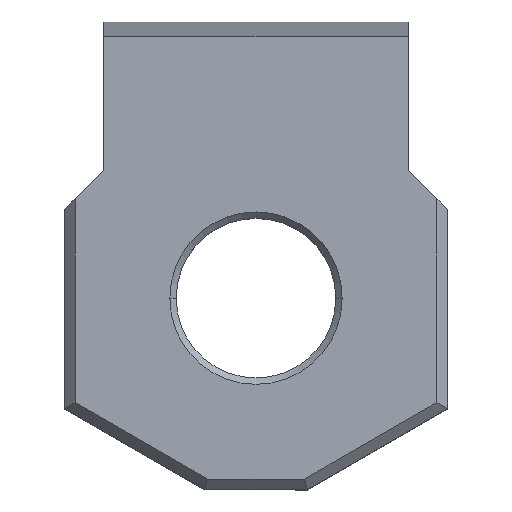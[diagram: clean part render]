
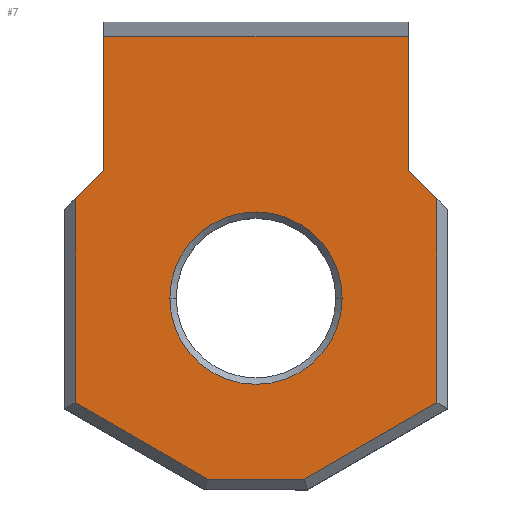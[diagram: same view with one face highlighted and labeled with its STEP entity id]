
A CAD part, top view. The second image highlights one B-rep face of the part: STEP entity #7.
In plain terms, the highlighted planar face has unit normal (0, 0, 1).
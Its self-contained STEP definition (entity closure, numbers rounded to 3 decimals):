
#7 = ADVANCED_FACE ( 'NONE', ( #1680, #883 ), #1449, .F. ) ;
#17 = EDGE_CURVE ( 'NONE', #1116, #445, #1600, .T. ) ;
#43 = LINE ( 'NONE', #612, #65 ) ;
#56 = CARTESIAN_POINT ( 'NONE',  ( -7.153, 15.015, 13.859 ) ) ;
#65 = VECTOR ( 'NONE', #1181, 1000. ) ;
#66 = VECTOR ( 'NONE', #95, 1000. ) ;
#95 = DIRECTION ( 'NONE',  ( 0.866, -0.5, 0. ) ) ;
#101 = EDGE_CURVE ( 'NONE', #445, #640, #909, .T. ) ;
#120 = ORIENTED_EDGE ( 'NONE', *, *, #17, .T. ) ;
#125 = LINE ( 'NONE', #693, #427 ) ;
#134 = VECTOR ( 'NONE', #892, 1000. ) ;
#147 = VERTEX_POINT ( 'NONE', #1053 ) ;
#172 = CARTESIAN_POINT ( 'NONE',  ( 0., 0., 13.859 ) ) ;
#194 = LINE ( 'NONE', #762, #1074 ) ;
#199 = DIRECTION ( 'NONE',  ( 0., -1., 0. ) ) ;
#202 = EDGE_CURVE ( 'NONE', #1021, #511, #1597, .T. ) ;
#217 = VECTOR ( 'NONE', #1562, 1000. ) ;
#241 = VECTOR ( 'NONE', #1098, 1000. ) ;
#246 = EDGE_LOOP ( 'NONE', ( #120, #357, #1161, #1806, #1595, #432, #790, #293, #1103, #468 ) ) ;
#269 = CARTESIAN_POINT ( 'NONE',  ( -8.5, 13.668, 13.859 ) ) ;
#289 = EDGE_CURVE ( 'NONE', #640, #816, #799, .T. ) ;
#293 = ORIENTED_EDGE ( 'NONE', *, *, #540, .T. ) ;
#318 = CARTESIAN_POINT ( 'NONE',  ( 8.5, 0., 13.859 ) ) ;
#322 = CARTESIAN_POINT ( 'NONE',  ( -9., 13.168, 13.859 ) ) ;
#338 = EDGE_CURVE ( 'NONE', #746, #1021, #1807, .T. ) ;
#357 = ORIENTED_EDGE ( 'NONE', *, *, #101, .T. ) ;
#423 = LINE ( 'NONE', #992, #217 ) ;
#427 = VECTOR ( 'NONE', #1262, 1000. ) ;
#432 = ORIENTED_EDGE ( 'NONE', *, *, #202, .T. ) ;
#445 = VERTEX_POINT ( 'NONE', #269 ) ;
#457 = VERTEX_POINT ( 'NONE', #1691 ) ;
#468 = ORIENTED_EDGE ( 'NONE', *, *, #1108, .T. ) ;
#483 = CARTESIAN_POINT ( 'NONE',  ( -8.5, 4.093, 13.859 ) ) ;
#511 = VERTEX_POINT ( 'NONE', #709 ) ;
#535 = CARTESIAN_POINT ( 'NONE',  ( 0.353, -0.611, 13.859 ) ) ;
#538 = DIRECTION ( 'NONE',  ( -1., 0., 0. ) ) ;
#540 = EDGE_CURVE ( 'NONE', #1484, #457, #43, .T. ) ;
#551 = DIRECTION ( 'NONE',  ( -1., 0., 0. ) ) ;
#585 = CARTESIAN_POINT ( 'NONE',  ( -2.278, 0.5, 13.859 ) ) ;
#612 = CARTESIAN_POINT ( 'NONE',  ( 7.153, 22., 13.859 ) ) ;
#629 = AXIS2_PLACEMENT_3D ( 'NONE', #1245, #1810, #538 ) ;
#630 = LINE ( 'NONE', #1199, #804 ) ;
#640 = VERTEX_POINT ( 'NONE', #483 ) ;
#648 = VERTEX_POINT ( 'NONE', #1617 ) ;
#693 = CARTESIAN_POINT ( 'NONE',  ( 7.153, 15.015, 13.859 ) ) ;
#709 = CARTESIAN_POINT ( 'NONE',  ( 8.5, 13.668, 13.859 ) ) ;
#711 = EDGE_LOOP ( 'NONE', ( #845, #1084 ) ) ;
#743 = DIRECTION ( 'NONE',  ( 0., 0., -1. ) ) ;
#746 = VERTEX_POINT ( 'NONE', #796 ) ;
#762 = CARTESIAN_POINT ( 'NONE',  ( -7.153, 22., 13.859 ) ) ;
#777 = VECTOR ( 'NONE', #889, 1000. ) ;
#790 = ORIENTED_EDGE ( 'NONE', *, *, #1441, .T. ) ;
#796 = CARTESIAN_POINT ( 'NONE',  ( 2.278, 0.5, 13.859 ) ) ;
#799 = LINE ( 'NONE', #1365, #66 ) ;
#804 = VECTOR ( 'NONE', #1763, 1000. ) ;
#816 = VERTEX_POINT ( 'NONE', #585 ) ;
#840 = CARTESIAN_POINT ( 'NONE',  ( 7.153, 15.015, 13.859 ) ) ;
#843 = CIRCLE ( 'NONE', #1643, 4.05 ) ;
#845 = ORIENTED_EDGE ( 'NONE', *, *, #1376, .T. ) ;
#883 = FACE_BOUND ( 'NONE', #711, .T. ) ;
#889 = DIRECTION ( 'NONE',  ( 0., 1., 0. ) ) ;
#892 = DIRECTION ( 'NONE',  ( -0.707, -0.707, 0. ) ) ;
#909 = LINE ( 'NONE', #1476, #1024 ) ;
#992 = CARTESIAN_POINT ( 'NONE',  ( 0., 21.274, 13.859 ) ) ;
#1021 = VERTEX_POINT ( 'NONE', #1729 ) ;
#1024 = VECTOR ( 'NONE', #199, 1000. ) ;
#1053 = CARTESIAN_POINT ( 'NONE',  ( -7.153, 21.274, 13.859 ) ) ;
#1074 = VECTOR ( 'NONE', #1329, 1000. ) ;
#1084 = ORIENTED_EDGE ( 'NONE', *, *, #1535, .T. ) ;
#1098 = DIRECTION ( 'NONE',  ( 0.866, 0.5, 0. ) ) ;
#1103 = ORIENTED_EDGE ( 'NONE', *, *, #1664, .T. ) ;
#1108 = EDGE_CURVE ( 'NONE', #147, #1116, #194, .T. ) ;
#1114 = AXIS2_PLACEMENT_3D ( 'NONE', #172, #743, #1309 ) ;
#1116 = VERTEX_POINT ( 'NONE', #56 ) ;
#1130 = CARTESIAN_POINT ( 'NONE',  ( -4.05, 9., 13.859 ) ) ;
#1161 = ORIENTED_EDGE ( 'NONE', *, *, #289, .T. ) ;
#1167 = EDGE_CURVE ( 'NONE', #816, #746, #630, .T. ) ;
#1181 = DIRECTION ( 'NONE',  ( 0., 1., 0. ) ) ;
#1199 = CARTESIAN_POINT ( 'NONE',  ( 0., 0.5, 13.859 ) ) ;
#1245 = CARTESIAN_POINT ( 'NONE',  ( 0., 9., 13.859 ) ) ;
#1257 = CARTESIAN_POINT ( 'NONE',  ( 0., 9., 13.859 ) ) ;
#1262 = DIRECTION ( 'NONE',  ( -0.707, 0.707, 0. ) ) ;
#1309 = DIRECTION ( 'NONE',  ( -1., 0., 0. ) ) ;
#1329 = DIRECTION ( 'NONE',  ( 0., -1., 0. ) ) ;
#1365 = CARTESIAN_POINT ( 'NONE',  ( -0.353, -0.611, 13.859 ) ) ;
#1376 = EDGE_CURVE ( 'NONE', #648, #1508, #1665, .T. ) ;
#1441 = EDGE_CURVE ( 'NONE', #511, #1484, #125, .T. ) ;
#1449 = PLANE ( 'NONE',  #1114 ) ;
#1476 = CARTESIAN_POINT ( 'NONE',  ( -8.5, 0., 13.859 ) ) ;
#1484 = VERTEX_POINT ( 'NONE', #840 ) ;
#1508 = VERTEX_POINT ( 'NONE', #1130 ) ;
#1535 = EDGE_CURVE ( 'NONE', #1508, #648, #843, .T. ) ;
#1562 = DIRECTION ( 'NONE',  ( -1., 0., 0. ) ) ;
#1595 = ORIENTED_EDGE ( 'NONE', *, *, #338, .T. ) ;
#1597 = LINE ( 'NONE', #318, #777 ) ;
#1600 = LINE ( 'NONE', #322, #134 ) ;
#1617 = CARTESIAN_POINT ( 'NONE',  ( 4.05, 9., 13.859 ) ) ;
#1643 = AXIS2_PLACEMENT_3D ( 'NONE', #1257, #1818, #551 ) ;
#1664 = EDGE_CURVE ( 'NONE', #457, #147, #423, .T. ) ;
#1665 = CIRCLE ( 'NONE', #629, 4.05 ) ;
#1680 = FACE_OUTER_BOUND ( 'NONE', #246, .T. ) ;
#1691 = CARTESIAN_POINT ( 'NONE',  ( 7.153, 21.274, 13.859 ) ) ;
#1729 = CARTESIAN_POINT ( 'NONE',  ( 8.5, 4.093, 13.859 ) ) ;
#1763 = DIRECTION ( 'NONE',  ( 1., 0., 0. ) ) ;
#1806 = ORIENTED_EDGE ( 'NONE', *, *, #1167, .T. ) ;
#1807 = LINE ( 'NONE', #535, #241 ) ;
#1810 = DIRECTION ( 'NONE',  ( 0., 0., -1. ) ) ;
#1818 = DIRECTION ( 'NONE',  ( 0., 0., -1. ) ) ;
